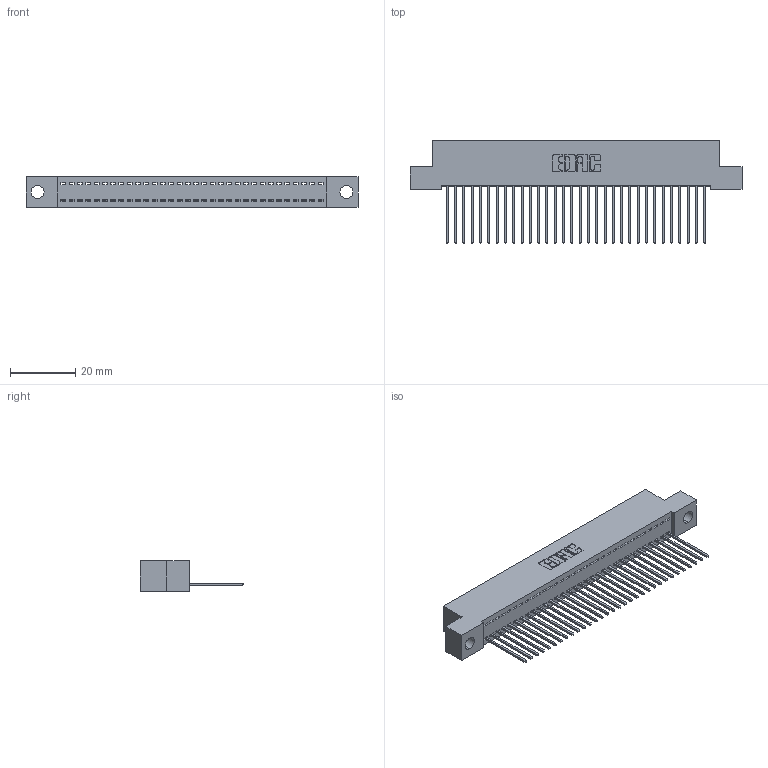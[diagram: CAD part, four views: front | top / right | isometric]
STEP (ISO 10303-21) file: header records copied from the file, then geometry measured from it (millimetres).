
FILE_DESCRIPTION (( 'STEP AP203' ), '1' );
FILE_NAME ('342-032-542-104.STEP', '2018-08-11T17:04:41', ( '' ), ( '' ), 'SwSTEP 2.0', 'SolidWorks 2016', '' );
FILE_SCHEMA (( 'CONFIG_CONTROL_DESIGN' ));
Length unit declared in the file: inch
Products named in the file (3): 342 Part_.156 TH; 345-292-001_345-293-142; 342-032-542-104
Assembly tree (33 placements, depth 2):
  342-032-542-104
    342 Part_.156 TH
    345-292-001_345-293-142  x32
Bounding box: 101.6 x 31.63 x 9.4 mm (x, y, z)
Volume: 8855.6 mm3; surface area: 13070.4 mm2
Topology: 33 solids, 33 shells, 1966 faces, 5931 edges, 3910 vertices
Faces by surface type: plane 1410, cylinder 556
Entity records: 20745 total; most frequent: CARTESIAN_POINT 3586, ORIENTED_EDGE 3554, DIRECTION 3045, EDGE_CURVE 1777, VECTOR 1649, LINE 1649, VERTEX_POINT 1182, AXIS2_PLACEMENT_3D 698
